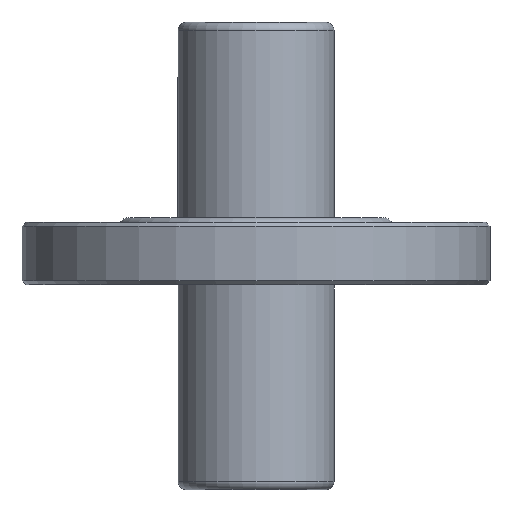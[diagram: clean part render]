
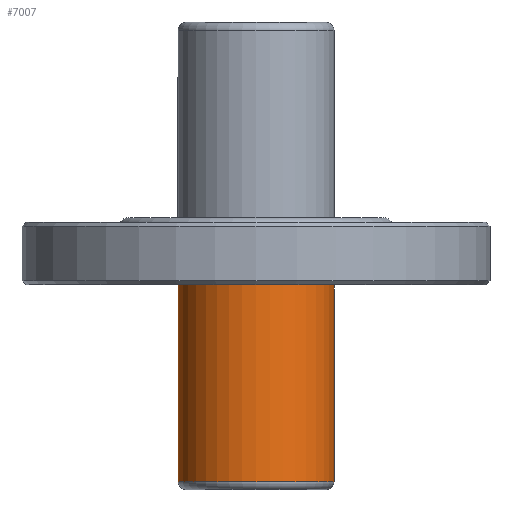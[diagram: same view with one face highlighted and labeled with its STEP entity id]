
A CAD part, front view. The second image highlights one B-rep face of the part: STEP entity #7007.
In plain terms, the highlighted cylindrical face has radius 10 mm (diameter 20 mm), a partial arc.
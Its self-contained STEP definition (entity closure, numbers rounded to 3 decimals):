
#148 = EDGE_CURVE ( 'NONE', #38161, #24059, #20487, .T. ) ;
#1164 = EDGE_CURVE ( 'NONE', #34102, #45645, #5849, .T. ) ;
#2414 = CARTESIAN_POINT ( 'NONE',  ( 10., 0., -4.95 ) ) ;
#2877 = DIRECTION ( 'NONE',  ( 0., 0., 1. ) ) ;
#5784 = EDGE_LOOP ( 'NONE', ( #25363, #17209, #41510, #20957 ) ) ;
#5849 = LINE ( 'NONE', #23676, #38664 ) ;
#7007 = ADVANCED_FACE ( 'NONE', ( #32181 ), #10575, .T. ) ;
#7344 = EDGE_CURVE ( 'NONE', #34102, #38161, #41269, .T. ) ;
#8781 = DIRECTION ( 'NONE',  ( 1., 0., 0. ) ) ;
#9873 = DIRECTION ( 'NONE',  ( 1., 0., 0. ) ) ;
#10575 = CYLINDRICAL_SURFACE ( 'NONE', #33025, 10. ) ;
#11277 = EDGE_CURVE ( 'NONE', #24059, #45645, #22530, .T. ) ;
#13403 = DIRECTION ( 'NONE',  ( 0., 0., 1. ) ) ;
#16540 = AXIS2_PLACEMENT_3D ( 'NONE', #32848, #42722, #18295 ) ;
#17209 = ORIENTED_EDGE ( 'NONE', *, *, #7344, .T. ) ;
#17725 = CARTESIAN_POINT ( 'NONE',  ( -10., 0., -6.1 ) ) ;
#18295 = DIRECTION ( 'NONE',  ( -1., 0., 0. ) ) ;
#18808 = CARTESIAN_POINT ( 'NONE',  ( 10., 0., -32.75 ) ) ;
#20487 = LINE ( 'NONE', #2414, #38602 ) ;
#20957 = ORIENTED_EDGE ( 'NONE', *, *, #11277, .T. ) ;
#22403 = CARTESIAN_POINT ( 'NONE',  ( 0., 0., -32.75 ) ) ;
#22530 = CIRCLE ( 'NONE', #16540, 10. ) ;
#23676 = CARTESIAN_POINT ( 'NONE',  ( -10., 0., -4.95 ) ) ;
#24059 = VERTEX_POINT ( 'NONE', #25298 ) ;
#25298 = CARTESIAN_POINT ( 'NONE',  ( 10., 0., -6.1 ) ) ;
#25363 = ORIENTED_EDGE ( 'NONE', *, *, #1164, .F. ) ;
#29680 = DIRECTION ( 'NONE',  ( 0., 0., 1. ) ) ;
#32181 = FACE_OUTER_BOUND ( 'NONE', #5784, .T. ) ;
#32848 = CARTESIAN_POINT ( 'NONE',  ( 0., 0., -6.1 ) ) ;
#33025 = AXIS2_PLACEMENT_3D ( 'NONE', #42507, #13403, #9873 ) ;
#34020 = DIRECTION ( 'NONE',  ( 0., 0., 1. ) ) ;
#34102 = VERTEX_POINT ( 'NONE', #44111 ) ;
#38161 = VERTEX_POINT ( 'NONE', #18808 ) ;
#38602 = VECTOR ( 'NONE', #2877, 1000. ) ;
#38664 = VECTOR ( 'NONE', #34020, 1000. ) ;
#41269 = CIRCLE ( 'NONE', #42047, 10. ) ;
#41510 = ORIENTED_EDGE ( 'NONE', *, *, #148, .T. ) ;
#42047 = AXIS2_PLACEMENT_3D ( 'NONE', #22403, #29680, #8781 ) ;
#42507 = CARTESIAN_POINT ( 'NONE',  ( 0., 0., -4.95 ) ) ;
#42722 = DIRECTION ( 'NONE',  ( 0., 0., -1. ) ) ;
#44111 = CARTESIAN_POINT ( 'NONE',  ( -10., 0., -32.75 ) ) ;
#45645 = VERTEX_POINT ( 'NONE', #17725 ) ;
